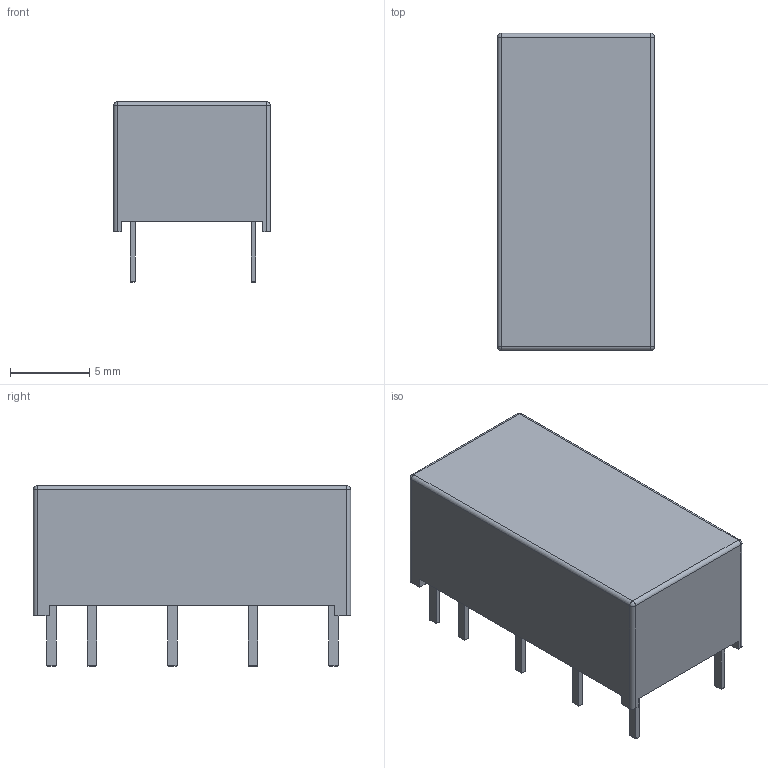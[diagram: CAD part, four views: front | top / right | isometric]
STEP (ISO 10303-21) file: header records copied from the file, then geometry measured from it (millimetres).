
FILE_DESCRIPTION(/* description */ ('model of Relay_DPDT_Omron_G6AK'),/* implementation_level */ '2;1');
FILE_NAME(/* name */ 'Relay_DPDT_Omron_G6AK.step',/* time_stamp */ '2024-03-28T16:43:31',/* author */ ('KiCAD','kicad'),/* organization */ ('OCCT'),/* preprocessor_version */ '',/* originating_system */ 'KiCAD',/* authorisation */ '');
FILE_SCHEMA(('AUTOMOTIVE_DESIGN { 1 0 10303 214 1 1 1 1 }'));
Length unit declared in the file: millimetre
Products named in the file (1): Relay_DPDT_Omron_G6AK
Bounding box: 9.9 x 20 x 11.36 mm (x, y, z)
Volume: 1503.8 mm3; surface area: 913.7 mm2
Topology: 1 solids, 1 shells, 120 faces, 276 edges, 164 vertices
Faces by surface type: plane 68, cylinder 48, sphere 4
Entity records: 4729 total; most frequent: DIRECTION 570, CARTESIAN_POINT 557, ORIENTED_EDGE 544, EDGE_CURVE 272, LINE 216, VECTOR 216, AXIS2_PLACEMENT_3D 177, VERTEX_POINT 164
